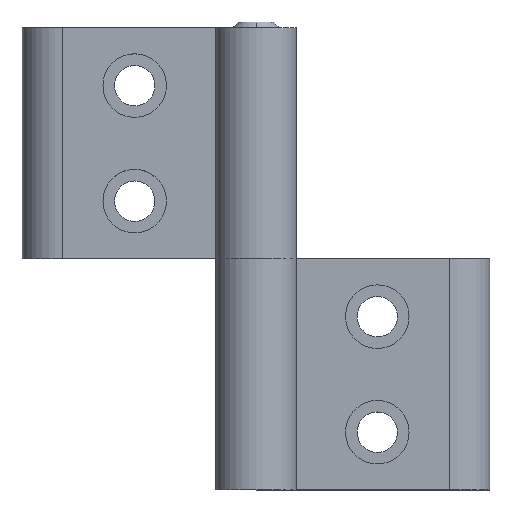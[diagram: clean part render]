
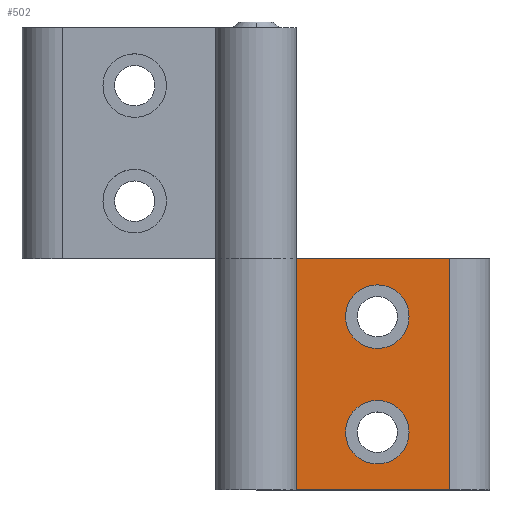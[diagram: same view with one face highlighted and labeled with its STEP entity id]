
A CAD part, top view. The second image highlights one B-rep face of the part: STEP entity #502.
In plain terms, the highlighted planar face has unit normal (0, 0, 1).
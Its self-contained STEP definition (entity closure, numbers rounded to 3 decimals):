
#50 = EDGE_CURVE ( 'NONE', #3855, #3856, #2859, .T. ) ;
#65 = EDGE_CURVE ( 'NONE', #3856, #3861, #2878, .T. ) ;
#73 = EDGE_CURVE ( 'NONE', #3835, #3836, #2894, .T. ) ;
#74 = EDGE_CURVE ( 'NONE', #3850, #3849, #2896, .T. ) ;
#75 = EDGE_CURVE ( 'NONE', #3858, #3861, #2898, .T. ) ;
#226 = AXIS2_PLACEMENT_3D ( 'NONE', #3326, #3327, #3328 ) ;
#254 = AXIS2_PLACEMENT_3D ( 'NONE', #3429, #3430, #3431 ) ;
#502 = ADVANCED_FACE ( 'NONE', ( #2953, #2956, #2948 ), #1631, .F. ) ;
#1407 = CARTESIAN_POINT ( 'NONE',  ( 7., 40., 0. ) ) ;
#1412 = DIRECTION ( 'NONE',  ( 0., -1., 0. ) ) ;
#1438 = CARTESIAN_POINT ( 'NONE',  ( 33.5, 0., 0. ) ) ;
#1448 = DIRECTION ( 'NONE',  ( 1., 0., 0. ) ) ;
#1468 = DIRECTION ( 'NONE',  ( 0., -1., 0. ) ) ;
#1469 = CARTESIAN_POINT ( 'NONE',  ( 21., 30., 0. ) ) ;
#1470 = DIRECTION ( 'NONE',  ( 0., 0., -1. ) ) ;
#1471 = DIRECTION ( 'NONE',  ( -1., 0., 0. ) ) ;
#1472 = CARTESIAN_POINT ( 'NONE',  ( 33.5, 40., 0. ) ) ;
#1473 = CARTESIAN_POINT ( 'NONE',  ( 21., 10., 0. ) ) ;
#1474 = DIRECTION ( 'NONE',  ( 0., 0., -1. ) ) ;
#1475 = DIRECTION ( 'NONE',  ( -1., 0., 0. ) ) ;
#1623 = DIRECTION ( 'NONE',  ( 0., 0., -1. ) ) ;
#1629 = CARTESIAN_POINT ( 'NONE',  ( 33.5, 40., 0. ) ) ;
#1631 = PLANE ( 'NONE',  #2034 ) ;
#1633 = DIRECTION ( 'NONE',  ( -1., 0., 0. ) ) ;
#1992 = AXIS2_PLACEMENT_3D ( 'NONE', #1469, #1470, #1471 ) ;
#1993 = AXIS2_PLACEMENT_3D ( 'NONE', #1473, #1474, #1475 ) ;
#2034 = AXIS2_PLACEMENT_3D ( 'NONE', #1629, #1623, #1633 ) ;
#2253 = ORIENTED_EDGE ( 'NONE', *, *, #50, .T. ) ;
#2859 = LINE ( 'NONE', #1407, #2863 ) ;
#2863 = VECTOR ( 'NONE', #1412, 1000. ) ;
#2878 = LINE ( 'NONE', #1438, #2887 ) ;
#2887 = VECTOR ( 'NONE', #1448, 1000. ) ;
#2894 = CIRCLE ( 'NONE', #1992, 5.5 ) ;
#2896 = CIRCLE ( 'NONE', #1993, 5.5 ) ;
#2898 = LINE ( 'NONE', #1472, #2901 ) ;
#2901 = VECTOR ( 'NONE', #1468, 1000. ) ;
#2948 = FACE_OUTER_BOUND ( 'NONE', #3725, .T. ) ;
#2953 = FACE_BOUND ( 'NONE', #3724, .T. ) ;
#2956 = FACE_BOUND ( 'NONE', #3713, .T. ) ;
#3057 = CIRCLE ( 'NONE', #226, 5.5 ) ;
#3077 = LINE ( 'NONE', #3355, #3079 ) ;
#3079 = VECTOR ( 'NONE', #3356, 1000. ) ;
#3098 = CIRCLE ( 'NONE', #254, 5.5 ) ;
#3221 = CARTESIAN_POINT ( 'NONE',  ( 15.5, 30., 0. ) ) ;
#3246 = CARTESIAN_POINT ( 'NONE',  ( 26.5, 30., 0. ) ) ;
#3257 = CARTESIAN_POINT ( 'NONE',  ( 26.5, 10., 0. ) ) ;
#3258 = CARTESIAN_POINT ( 'NONE',  ( 15.5, 10., 0. ) ) ;
#3263 = CARTESIAN_POINT ( 'NONE',  ( 7., 40., 0. ) ) ;
#3264 = CARTESIAN_POINT ( 'NONE',  ( 7., 0., 0. ) ) ;
#3266 = CARTESIAN_POINT ( 'NONE',  ( 33.5, 40., 0. ) ) ;
#3269 = CARTESIAN_POINT ( 'NONE',  ( 33.5, 0., 0. ) ) ;
#3326 = CARTESIAN_POINT ( 'NONE',  ( 21., 10., 0. ) ) ;
#3327 = DIRECTION ( 'NONE',  ( 0., 0., -1. ) ) ;
#3328 = DIRECTION ( 'NONE',  ( -1., 0., 0. ) ) ;
#3355 = CARTESIAN_POINT ( 'NONE',  ( 33.5, 40., 0. ) ) ;
#3356 = DIRECTION ( 'NONE',  ( 1., 0., 0. ) ) ;
#3429 = CARTESIAN_POINT ( 'NONE',  ( 21., 30., 0. ) ) ;
#3430 = DIRECTION ( 'NONE',  ( 0., 0., -1. ) ) ;
#3431 = DIRECTION ( 'NONE',  ( -1., 0., 0. ) ) ;
#3713 = EDGE_LOOP ( 'NONE', ( #3795, #3789 ) ) ;
#3724 = EDGE_LOOP ( 'NONE', ( #3793, #3797 ) ) ;
#3725 = EDGE_LOOP ( 'NONE', ( #3792, #3791, #3790, #2253 ) ) ;
#3789 = ORIENTED_EDGE ( 'NONE', *, *, #74, .T. ) ;
#3790 = ORIENTED_EDGE ( 'NONE', *, *, #4035, .F. ) ;
#3791 = ORIENTED_EDGE ( 'NONE', *, *, #75, .F. ) ;
#3792 = ORIENTED_EDGE ( 'NONE', *, *, #65, .T. ) ;
#3793 = ORIENTED_EDGE ( 'NONE', *, *, #4058, .T. ) ;
#3795 = ORIENTED_EDGE ( 'NONE', *, *, #4021, .T. ) ;
#3797 = ORIENTED_EDGE ( 'NONE', *, *, #73, .T. ) ;
#3835 = VERTEX_POINT ( 'NONE', #3221 ) ;
#3836 = VERTEX_POINT ( 'NONE', #3246 ) ;
#3849 = VERTEX_POINT ( 'NONE', #3257 ) ;
#3850 = VERTEX_POINT ( 'NONE', #3258 ) ;
#3855 = VERTEX_POINT ( 'NONE', #3263 ) ;
#3856 = VERTEX_POINT ( 'NONE', #3264 ) ;
#3858 = VERTEX_POINT ( 'NONE', #3266 ) ;
#3861 = VERTEX_POINT ( 'NONE', #3269 ) ;
#4021 = EDGE_CURVE ( 'NONE', #3849, #3850, #3057, .T. ) ;
#4035 = EDGE_CURVE ( 'NONE', #3855, #3858, #3077, .T. ) ;
#4058 = EDGE_CURVE ( 'NONE', #3836, #3835, #3098, .T. ) ;
